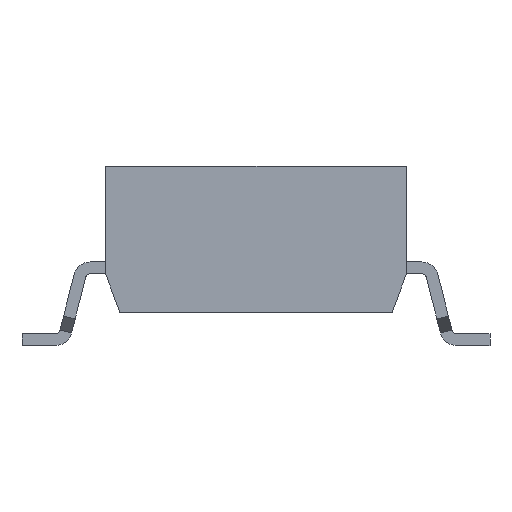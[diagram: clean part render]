
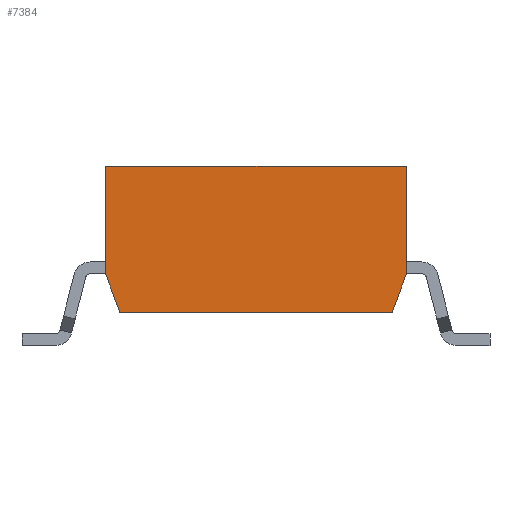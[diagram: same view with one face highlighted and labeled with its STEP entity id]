
A CAD part, left-side view. The second image highlights one B-rep face of the part: STEP entity #7384.
In plain terms, the highlighted planar face has unit normal (-1, 0, 0).
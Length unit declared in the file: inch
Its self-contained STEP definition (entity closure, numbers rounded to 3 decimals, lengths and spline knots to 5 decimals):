
#524=FACE_OUTER_BOUND('',#937,.T.);
#937=EDGE_LOOP('',(#5474,#5475,#5476,#5477,#5478,#5479));
#1410=LINE('',#11414,#2227);
#1532=LINE('',#11666,#2349);
#1536=LINE('',#11675,#2353);
#1540=LINE('',#11682,#2357);
#1543=LINE('',#11686,#2360);
#1545=LINE('',#11690,#2362);
#2227=VECTOR('',#8466,0.3937);
#2349=VECTOR('',#8684,0.3937);
#2353=VECTOR('',#8690,0.3937);
#2357=VECTOR('',#8696,0.3937);
#2360=VECTOR('',#8701,0.3937);
#2362=VECTOR('',#8707,0.3937);
#3035=VERTEX_POINT('',#11411);
#3036=VERTEX_POINT('',#11413);
#3117=VERTEX_POINT('',#11664);
#3118=VERTEX_POINT('',#11665);
#3121=VERTEX_POINT('',#11673);
#3122=VERTEX_POINT('',#11674);
#3822=EDGE_CURVE('',#3036,#3035,#1410,.T.);
#3944=EDGE_CURVE('',#3117,#3118,#1532,.T.);
#3948=EDGE_CURVE('',#3121,#3122,#1536,.T.);
#3952=EDGE_CURVE('',#3117,#3035,#1540,.T.);
#3955=EDGE_CURVE('',#3122,#3036,#1543,.T.);
#3957=EDGE_CURVE('',#3121,#3118,#1545,.T.);
#5474=ORIENTED_EDGE('',*,*,#3944,.T.);
#5475=ORIENTED_EDGE('',*,*,#3957,.F.);
#5476=ORIENTED_EDGE('',*,*,#3948,.T.);
#5477=ORIENTED_EDGE('',*,*,#3955,.T.);
#5478=ORIENTED_EDGE('',*,*,#3822,.T.);
#5479=ORIENTED_EDGE('',*,*,#3952,.F.);
#6612=PLANE('',#7759);
#7384=ADVANCED_FACE('',(#524),#6612,.T.);
#7759=AXIS2_PLACEMENT_3D('',#11689,#8705,#8706);
#8466=DIRECTION('',(0.,1.,0.));
#8684=DIRECTION('',(0.,-0.351,-0.936));
#8690=DIRECTION('',(0.,-0.351,0.936));
#8696=DIRECTION('',(0.,0.,1.));
#8701=DIRECTION('',(0.,0.,1.));
#8705=DIRECTION('center_axis',(-1.,0.,0.));
#8706=DIRECTION('ref_axis',(0.,0.,1.));
#8707=DIRECTION('',(0.,1.,0.));
#11411=CARTESIAN_POINT('',(-0.27047,0.12402,0.12008));
#11413=CARTESIAN_POINT('',(-0.27047,-0.12402,0.12008));
#11414=CARTESIAN_POINT('',(-0.27047,-0.12402,0.12008));
#11664=CARTESIAN_POINT('',(-0.27047,0.12402,0.0315));
#11665=CARTESIAN_POINT('',(-0.27047,0.1122,0.));
#11666=CARTESIAN_POINT('',(-0.27047,0.10355,-0.02308));
#11673=CARTESIAN_POINT('',(-0.27047,-0.1122,0.));
#11674=CARTESIAN_POINT('',(-0.27047,-0.12402,0.0315));
#11675=CARTESIAN_POINT('',(-0.27047,-0.11293,0.00194));
#11682=CARTESIAN_POINT('',(-0.27047,0.12402,0.));
#11686=CARTESIAN_POINT('',(-0.27047,-0.12402,0.));
#11689=CARTESIAN_POINT('Origin',(-0.27047,-0.12402,
0.));
#11690=CARTESIAN_POINT('',(-0.27047,-0.12402,0.));
